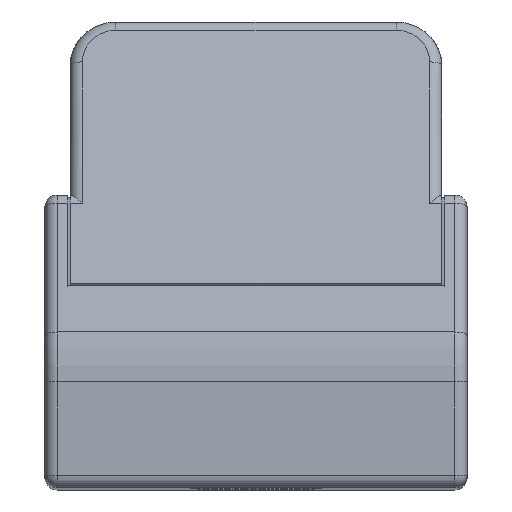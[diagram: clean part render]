
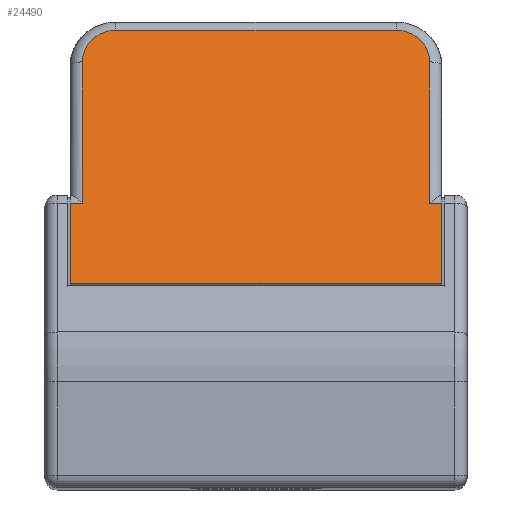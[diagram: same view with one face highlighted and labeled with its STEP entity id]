
A CAD part, top view. The second image highlights one B-rep face of the part: STEP entity #24490.
In plain terms, the highlighted planar face has unit normal (0, 0.327, 0.945).
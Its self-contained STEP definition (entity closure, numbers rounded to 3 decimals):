
#650 = LINE ( 'NONE', #19599, #29457 ) ;
#756 = VERTEX_POINT ( 'NONE', #15383 ) ;
#1858 = LINE ( 'NONE', #11193, #11601 ) ;
#3206 = CARTESIAN_POINT ( 'NONE',  ( 21.35, 18.356, 0.754 ) ) ;
#3504 = CARTESIAN_POINT ( 'NONE',  ( 23.55, 9.094, 3.956 ) ) ;
#3513 = DIRECTION ( 'NONE',  ( 0., 0.327, 0.945 ) ) ;
#4004 = DIRECTION ( 'NONE',  ( 0., 0.327, 0.945 ) ) ;
#4740 = ORIENTED_EDGE ( 'NONE', *, *, #23962, .T. ) ;
#4982 = LINE ( 'NONE', #21319, #18972 ) ;
#5707 = LINE ( 'NONE', #10297, #18967 ) ;
#6255 = PLANE ( 'NONE',  #22199 ) ;
#6635 = LINE ( 'NONE', #20239, #6720 ) ;
#6720 = VECTOR ( 'NONE', #27096, 1000. ) ;
#7039 = VERTEX_POINT ( 'NONE', #3504 ) ;
#8108 = CARTESIAN_POINT ( 'NONE',  ( 0., 3.846, 5.77 ) ) ;
#8537 = ORIENTED_EDGE ( 'NONE', *, *, #13241, .T. ) ;
#8554 = LINE ( 'NONE', #22285, #27606 ) ;
#9670 = DIRECTION ( 'NONE',  ( -1., 0., 0. ) ) ;
#9814 = VECTOR ( 'NONE', #20125, 1000. ) ;
#10297 = CARTESIAN_POINT ( 'NONE',  ( 0., 9.094, 3.956 ) ) ;
#10473 = VERTEX_POINT ( 'NONE', #13376 ) ;
#10851 = DIRECTION ( 'NONE',  ( 0., -0.945, 0.327 ) ) ;
#11193 = CARTESIAN_POINT ( 'NONE',  ( 23.55, 8.663, 4.105 ) ) ;
#11601 = VECTOR ( 'NONE', #15906, 1000. ) ;
#11973 = CIRCLE ( 'NONE', #29006, 2.2 ) ;
#12196 = CARTESIAN_POINT ( 'NONE',  ( 0.8, 18.356, 0.754 ) ) ;
#12252 = EDGE_CURVE ( 'NONE', #21121, #27270, #15241, .T. ) ;
#12578 = DIRECTION ( 'NONE',  ( -1., 0., 0. ) ) ;
#12681 = DIRECTION ( 'NONE',  ( 0., 0.327, 0.945 ) ) ;
#13060 = EDGE_CURVE ( 'NONE', #10473, #19102, #23759, .T. ) ;
#13144 = ORIENTED_EDGE ( 'NONE', *, *, #22706, .F. ) ;
#13241 = EDGE_CURVE ( 'NONE', #7039, #15988, #1858, .T. ) ;
#13277 = ORIENTED_EDGE ( 'NONE', *, *, #24485, .T. ) ;
#13322 = CARTESIAN_POINT ( 'NONE',  ( 3., 18.356, 0.754 ) ) ;
#13376 = CARTESIAN_POINT ( 'NONE',  ( 3., 20.435, 0.035 ) ) ;
#13483 = LINE ( 'NONE', #27829, #24065 ) ;
#13644 = DIRECTION ( 'NONE',  ( 0., -0.945, 0.327 ) ) ;
#14156 = DIRECTION ( 'NONE',  ( -1., 0., 0. ) ) ;
#14364 = ORIENTED_EDGE ( 'NONE', *, *, #21641, .T. ) ;
#15241 = LINE ( 'NONE', #22398, #9814 ) ;
#15320 = DIRECTION ( 'NONE',  ( 0., -0.945, 0.327 ) ) ;
#15328 = CARTESIAN_POINT ( 'NONE',  ( 23.55, 18.356, 0.754 ) ) ;
#15383 = CARTESIAN_POINT ( 'NONE',  ( 21.35, 20.435, 0.035 ) ) ;
#15477 = VERTEX_POINT ( 'NONE', #16288 ) ;
#15906 = DIRECTION ( 'NONE',  ( 0., 0.945, -0.327 ) ) ;
#15986 = EDGE_CURVE ( 'NONE', #19135, #21029, #5707, .T. ) ;
#15988 = VERTEX_POINT ( 'NONE', #15328 ) ;
#16288 = CARTESIAN_POINT ( 'NONE',  ( 24.35, 9.094, 3.956 ) ) ;
#16475 = ORIENTED_EDGE ( 'NONE', *, *, #12252, .T. ) ;
#17971 = CARTESIAN_POINT ( 'NONE',  ( 24.35, 3.846, 5.77 ) ) ;
#18967 = VECTOR ( 'NONE', #12578, 1000. ) ;
#18972 = VECTOR ( 'NONE', #14156, 1000. ) ;
#19102 = VERTEX_POINT ( 'NONE', #12196 ) ;
#19135 = VERTEX_POINT ( 'NONE', #23626 ) ;
#19599 = CARTESIAN_POINT ( 'NONE',  ( 23.55, 9.094, 3.956 ) ) ;
#20125 = DIRECTION ( 'NONE',  ( 1., 0., 0. ) ) ;
#20239 = CARTESIAN_POINT ( 'NONE',  ( 0., 2.192, 6.342 ) ) ;
#20743 = EDGE_CURVE ( 'NONE', #21121, #21029, #6635, .T. ) ;
#21029 = VERTEX_POINT ( 'NONE', #22454 ) ;
#21121 = VERTEX_POINT ( 'NONE', #8108 ) ;
#21319 = CARTESIAN_POINT ( 'NONE',  ( -21.433, 20.435, 0.035 ) ) ;
#21641 = EDGE_CURVE ( 'NONE', #756, #10473, #4982, .T. ) ;
#22129 = CARTESIAN_POINT ( 'NONE',  ( -21.433, 2.192, 6.342 ) ) ;
#22132 = ORIENTED_EDGE ( 'NONE', *, *, #13060, .T. ) ;
#22199 = AXIS2_PLACEMENT_3D ( 'NONE', #22129, #3513, #29132 ) ;
#22285 = CARTESIAN_POINT ( 'NONE',  ( 0.8, 8.663, 4.105 ) ) ;
#22398 = CARTESIAN_POINT ( 'NONE',  ( -21.433, 3.846, 5.77 ) ) ;
#22444 = DIRECTION ( 'NONE',  ( 0., 0.945, -0.327 ) ) ;
#22454 = CARTESIAN_POINT ( 'NONE',  ( 0., 9.094, 3.956 ) ) ;
#22706 = EDGE_CURVE ( 'NONE', #15477, #27270, #13483, .T. ) ;
#23626 = CARTESIAN_POINT ( 'NONE',  ( 0.8, 9.094, 3.956 ) ) ;
#23759 = CIRCLE ( 'NONE', #27657, 2.2 ) ;
#23962 = EDGE_CURVE ( 'NONE', #15477, #7039, #650, .T. ) ;
#24065 = VECTOR ( 'NONE', #13644, 1000. ) ;
#24407 = FACE_OUTER_BOUND ( 'NONE', #29365, .T. ) ;
#24485 = EDGE_CURVE ( 'NONE', #15988, #756, #11973, .T. ) ;
#24490 = ADVANCED_FACE ( 'NONE', ( #24407 ), #6255, .T. ) ;
#25896 = EDGE_CURVE ( 'NONE', #19135, #19102, #8554, .T. ) ;
#26706 = ORIENTED_EDGE ( 'NONE', *, *, #20743, .F. ) ;
#26769 = ORIENTED_EDGE ( 'NONE', *, *, #25896, .F. ) ;
#27096 = DIRECTION ( 'NONE',  ( 0., 0.945, -0.327 ) ) ;
#27270 = VERTEX_POINT ( 'NONE', #17971 ) ;
#27455 = ORIENTED_EDGE ( 'NONE', *, *, #15986, .T. ) ;
#27606 = VECTOR ( 'NONE', #22444, 1000. ) ;
#27657 = AXIS2_PLACEMENT_3D ( 'NONE', #13322, #4004, #15320 ) ;
#27829 = CARTESIAN_POINT ( 'NONE',  ( 24.35, 2.192, 6.342 ) ) ;
#29006 = AXIS2_PLACEMENT_3D ( 'NONE', #3206, #12681, #10851 ) ;
#29132 = DIRECTION ( 'NONE',  ( 0., -0.945, 0.327 ) ) ;
#29365 = EDGE_LOOP ( 'NONE', ( #26769, #27455, #26706, #16475, #13144, #4740, #8537, #13277, #14364, #22132 ) ) ;
#29457 = VECTOR ( 'NONE', #9670, 1000. ) ;
